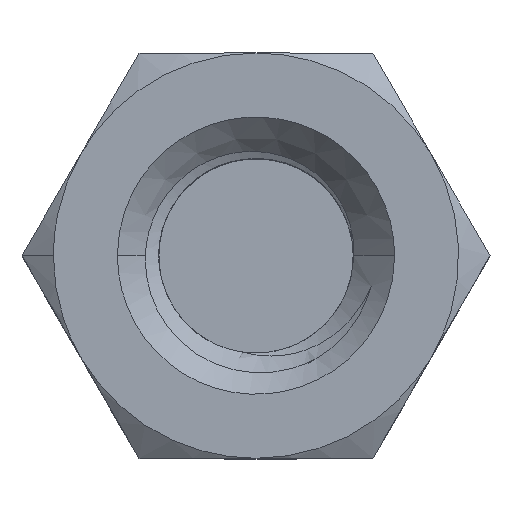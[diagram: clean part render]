
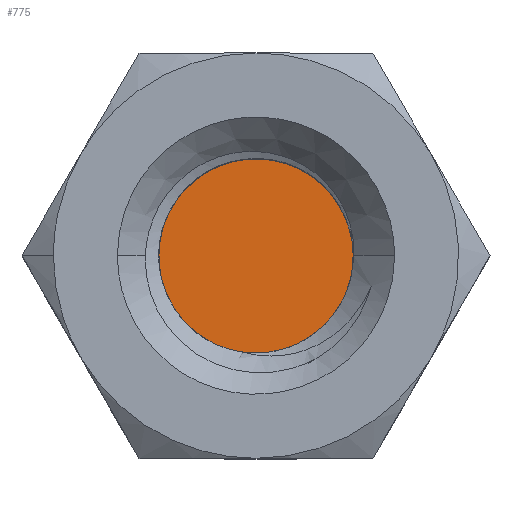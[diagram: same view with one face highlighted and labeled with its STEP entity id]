
A CAD part, top view. The second image highlights one B-rep face of the part: STEP entity #775.
In plain terms, the highlighted planar face has unit normal (0, 0, -1).
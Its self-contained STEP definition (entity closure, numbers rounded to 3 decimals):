
#15 = CARTESIAN_POINT ( 'NONE',  ( 1.1, 0.48, 1. ) ) ;
#230 = VERTEX_POINT ( 'NONE', #7180 ) ;
#279 = CARTESIAN_POINT ( 'NONE',  ( 1.055, -0.595, 1. ) ) ;
#304 = CARTESIAN_POINT ( 'NONE',  ( -0.37, -1.142, 1. ) ) ;
#337 = CARTESIAN_POINT ( 'NONE',  ( -1.2, 0., 1. ) ) ;
#568 = CARTESIAN_POINT ( 'NONE',  ( -1.129, 0.406, 1. ) ) ;
#599 = CARTESIAN_POINT ( 'NONE',  ( 0.188, 1.19, 1. ) ) ;
#628 = CARTESIAN_POINT ( 'NONE',  ( 1.172, 0.3, 1. ) ) ;
#775 = ADVANCED_FACE ( 'NONE', ( #7245 ), #8056, .T. ) ;
#900 = CARTESIAN_POINT ( 'NONE',  ( 0.79, -0.907, 1. ) ) ;
#927 = CARTESIAN_POINT ( 'NONE',  ( -0.422, -1.123, 1. ) ) ;
#1198 = CARTESIAN_POINT ( 'NONE',  ( -1.055, 0.595, 1. ) ) ;
#1227 = CARTESIAN_POINT ( 'NONE',  ( 0.37, 1.142, 1. ) ) ;
#1255 = CARTESIAN_POINT ( 'NONE',  ( 1.2, 0., 1. ) ) ;
#1529 = CARTESIAN_POINT ( 'NONE',  ( 0.573, -1.056, 1. ) ) ;
#1554 = CARTESIAN_POINT ( 'NONE',  ( -0.732, -0.965, 1. ) ) ;
#1711 = CARTESIAN_POINT ( 'NONE',  ( -1.2, 0., 1. ) ) ;
#1821 = CARTESIAN_POINT ( 'NONE',  ( -0.79, 0.907, 1. ) ) ;
#1846 = CARTESIAN_POINT ( 'NONE',  ( 0.422, 1.123, 1. ) ) ;
#2095 = EDGE_CURVE ( 'NONE', #230, #4779, #3595, .T. ) ;
#2124 = CARTESIAN_POINT ( 'NONE',  ( 1.2, 0., 1. ) ) ;
#2147 = CARTESIAN_POINT ( 'NONE',  ( 0.48, -1.1, 1. ) ) ;
#2179 = CARTESIAN_POINT ( 'NONE',  ( -0.984, -0.695, 1. ) ) ;
#2431 = ORIENTED_EDGE ( 'NONE', *, *, #2095, .T. ) ;
#2448 = CARTESIAN_POINT ( 'NONE',  ( -0.573, 1.056, 1. ) ) ;
#2477 = CARTESIAN_POINT ( 'NONE',  ( 0.732, 0.965, 1. ) ) ;
#2719 = CARTESIAN_POINT ( 'NONE',  ( 1.2, -0.076, 1. ) ) ;
#2751 = CARTESIAN_POINT ( 'NONE',  ( 1.189, -0.189, 1. ) ) ;
#2778 = CARTESIAN_POINT ( 'NONE',  ( 0.3, -1.172, 1. ) ) ;
#2803 = CARTESIAN_POINT ( 'NONE',  ( -1.083, -0.517, 1. ) ) ;
#3075 = CARTESIAN_POINT ( 'NONE',  ( -0.48, 1.1, 1. ) ) ;
#3102 = CARTESIAN_POINT ( 'NONE',  ( 0.984, 0.695, 1. ) ) ;
#3138 = DIRECTION ( 'NONE',  ( 0., 0., -1. ) ) ;
#3380 = CARTESIAN_POINT ( 'NONE',  ( 1.142, -0.37, 1. ) ) ;
#3404 = CARTESIAN_POINT ( 'NONE',  ( -0.076, -1.2, 1. ) ) ;
#3432 = CARTESIAN_POINT ( 'NONE',  ( -1.109, -0.459, 1. ) ) ;
#3434 = ORIENTED_EDGE ( 'NONE', *, *, #5398, .T. ) ;
#3507 = B_SPLINE_CURVE_WITH_KNOTS ( 'NONE', 3,
 ( #4869, #6780, #3681, #8020, #4304, #568, #4928, #1198, #5552, #1821, #6188, #2448, #6807, #3075, #7428, #3707, #8049, #4335, #599, #4955, #1227, #5584, #1846, #6215, #2477, #6838, #3102, #7453, #3741, #15, #4363, #628, #4986, #1255 ),
 .UNSPECIFIED., .F., .F.,
 ( 4, 1, 1, 2, 2, 2, 1, 1, 2, 2, 2, 1, 1, 2, 2, 2, 1, 1, 2, 2, 4 ),
 ( 0.5, 0.531, 0.547, 0.555, 0.563, 0.625, 0.656, 0.672, 0.68, 0.688, 0.75, 0.781, 0.797, 0.805, 0.812, 0.875, 0.906, 0.922, 0.93, 0.937, 1. ),
 .UNSPECIFIED. ) ;
#3595 = B_SPLINE_CURVE_WITH_KNOTS ( 'NONE', 3,
 ( #2124, #2719, #2751, #7109, #3380, #7722, #4008, #279, #4634, #900, #5252, #1529, #5887, #2147, #6520, #2778, #7137, #3404, #7749, #4037, #304, #4659, #927, #5280, #1554, #5912, #2179, #6548, #2803, #7166, #3432, #7778, #4064, #337 ),
 .UNSPECIFIED., .F., .F.,
 ( 4, 1, 1, 2, 2, 2, 1, 1, 2, 2, 2, 1, 1, 2, 2, 2, 1, 1, 2, 2, 4 ),
 ( 0., 0.031, 0.047, 0.055, 0.063, 0.125, 0.156, 0.172, 0.18, 0.188, 0.25, 0.281, 0.297, 0.305, 0.313, 0.375, 0.406, 0.422, 0.43, 0.438, 0.5 ),
 .UNSPECIFIED. ) ;
#3681 = CARTESIAN_POINT ( 'NONE',  ( -1.19, 0.188, 1. ) ) ;
#3707 = CARTESIAN_POINT ( 'NONE',  ( -0.3, 1.172, 1. ) ) ;
#3741 = CARTESIAN_POINT ( 'NONE',  ( 1.083, 0.517, 1. ) ) ;
#4008 = CARTESIAN_POINT ( 'NONE',  ( 1.123, -0.422, 1. ) ) ;
#4037 = CARTESIAN_POINT ( 'NONE',  ( -0.316, -1.159, 1. ) ) ;
#4064 = CARTESIAN_POINT ( 'NONE',  ( -1.2, -0.152, 1. ) ) ;
#4304 = CARTESIAN_POINT ( 'NONE',  ( -1.142, 0.37, 1. ) ) ;
#4335 = CARTESIAN_POINT ( 'NONE',  ( 0.076, 1.2, 1. ) ) ;
#4363 = CARTESIAN_POINT ( 'NONE',  ( 1.109, 0.459, 1. ) ) ;
#4634 = CARTESIAN_POINT ( 'NONE',  ( 0.965, -0.732, 1. ) ) ;
#4659 = CARTESIAN_POINT ( 'NONE',  ( -0.406, -1.129, 1. ) ) ;
#4779 = VERTEX_POINT ( 'NONE', #1711 ) ;
#4869 = CARTESIAN_POINT ( 'NONE',  ( -1.2, 0., 1. ) ) ;
#4928 = CARTESIAN_POINT ( 'NONE',  ( -1.123, 0.422, 1. ) ) ;
#4955 = CARTESIAN_POINT ( 'NONE',  ( 0.316, 1.159, 1. ) ) ;
#4986 = CARTESIAN_POINT ( 'NONE',  ( 1.2, 0.153, 1. ) ) ;
#5252 = CARTESIAN_POINT ( 'NONE',  ( 0.695, -0.984, 1. ) ) ;
#5280 = CARTESIAN_POINT ( 'NONE',  ( -0.595, -1.055, 1. ) ) ;
#5398 = EDGE_CURVE ( 'NONE', #4779, #230, #3507, .T. ) ;
#5552 = CARTESIAN_POINT ( 'NONE',  ( -0.965, 0.732, 1. ) ) ;
#5584 = CARTESIAN_POINT ( 'NONE',  ( 0.406, 1.129, 1. ) ) ;
#5887 = CARTESIAN_POINT ( 'NONE',  ( 0.517, -1.083, 1. ) ) ;
#5912 = CARTESIAN_POINT ( 'NONE',  ( -0.907, -0.79, 1. ) ) ;
#6188 = CARTESIAN_POINT ( 'NONE',  ( -0.695, 0.984, 1. ) ) ;
#6215 = CARTESIAN_POINT ( 'NONE',  ( 0.595, 1.055, 1. ) ) ;
#6520 = CARTESIAN_POINT ( 'NONE',  ( 0.459, -1.109, 1. ) ) ;
#6548 = CARTESIAN_POINT ( 'NONE',  ( -1.056, -0.573, 1. ) ) ;
#6780 = CARTESIAN_POINT ( 'NONE',  ( -1.2, 0.076, 1. ) ) ;
#6807 = CARTESIAN_POINT ( 'NONE',  ( -0.517, 1.083, 1. ) ) ;
#6838 = CARTESIAN_POINT ( 'NONE',  ( 0.907, 0.79, 1. ) ) ;
#6876 = CARTESIAN_POINT ( 'NONE',  ( 0., 0., 1. ) ) ;
#7109 = CARTESIAN_POINT ( 'NONE',  ( 1.159, -0.316, 1. ) ) ;
#7137 = CARTESIAN_POINT ( 'NONE',  ( 0.152, -1.2, 1. ) ) ;
#7166 = CARTESIAN_POINT ( 'NONE',  ( -1.1, -0.48, 1. ) ) ;
#7180 = CARTESIAN_POINT ( 'NONE',  ( 1.2, 0., 1. ) ) ;
#7245 = FACE_OUTER_BOUND ( 'NONE', #7593, .T. ) ;
#7428 = CARTESIAN_POINT ( 'NONE',  ( -0.459, 1.109, 1. ) ) ;
#7453 = CARTESIAN_POINT ( 'NONE',  ( 1.056, 0.573, 1. ) ) ;
#7489 = DIRECTION ( 'NONE',  ( -1., 0., 0. ) ) ;
#7498 = AXIS2_PLACEMENT_3D ( 'NONE', #6876, #3138, #7489 ) ;
#7593 = EDGE_LOOP ( 'NONE', ( #2431, #3434 ) ) ;
#7722 = CARTESIAN_POINT ( 'NONE',  ( 1.129, -0.406, 1. ) ) ;
#7749 = CARTESIAN_POINT ( 'NONE',  ( -0.188, -1.19, 1. ) ) ;
#7778 = CARTESIAN_POINT ( 'NONE',  ( -1.172, -0.3, 1. ) ) ;
#8020 = CARTESIAN_POINT ( 'NONE',  ( -1.159, 0.316, 1. ) ) ;
#8049 = CARTESIAN_POINT ( 'NONE',  ( -0.152, 1.2, 1. ) ) ;
#8056 = PLANE ( 'NONE',  #7498 ) ;
